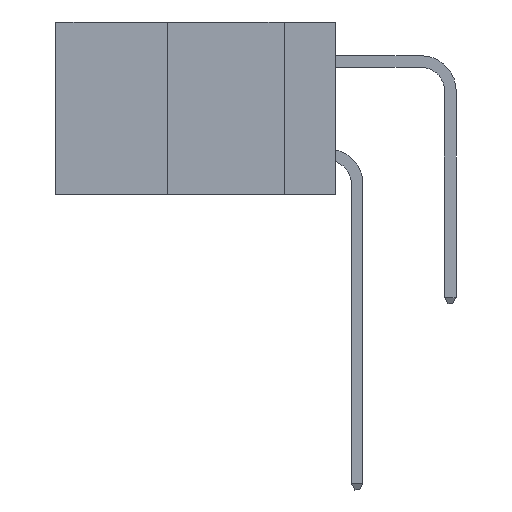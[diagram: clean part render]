
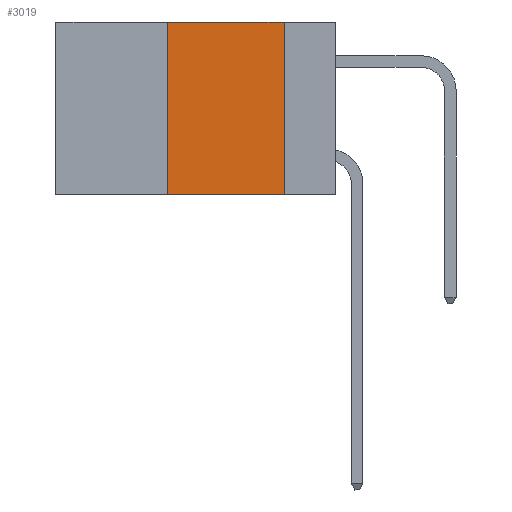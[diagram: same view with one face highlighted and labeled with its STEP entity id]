
A CAD part, left-side view. The second image highlights one B-rep face of the part: STEP entity #3019.
In plain terms, the highlighted planar face has unit normal (-1, 0, 0).
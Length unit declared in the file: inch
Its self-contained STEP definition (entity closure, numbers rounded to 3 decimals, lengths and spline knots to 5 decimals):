
#2101 = EDGE_CURVE ( 'NONE', #27351, #9678, #9913, .T. ) ;
#2997 = VECTOR ( 'NONE', #16203, 39.37008 ) ;
#3019 = ADVANCED_FACE ( 'NONE', ( #19045 ), #10554, .F. ) ;
#3115 = CARTESIAN_POINT ( 'NONE',  ( 0., 0.11, 0. ) ) ;
#3552 = EDGE_LOOP ( 'NONE', ( #5006, #22917, #8775, #27231 ) ) ;
#3935 = VECTOR ( 'NONE', #21949, 39.37008 ) ;
#5006 = ORIENTED_EDGE ( 'NONE', *, *, #17123, .F. ) ;
#5648 = CARTESIAN_POINT ( 'NONE',  ( 0., 0.11, 0. ) ) ;
#6566 = DIRECTION ( 'NONE',  ( 1., 0., 0. ) ) ;
#7772 = CARTESIAN_POINT ( 'NONE',  ( 0., 0.11, -0.37 ) ) ;
#8775 = ORIENTED_EDGE ( 'NONE', *, *, #2101, .F. ) ;
#9678 = VERTEX_POINT ( 'NONE', #24295 ) ;
#9772 = CARTESIAN_POINT ( 'NONE',  ( 0., 0.6, 0. ) ) ;
#9875 = CARTESIAN_POINT ( 'NONE',  ( 0., 0.6, -0.37 ) ) ;
#9913 = LINE ( 'NONE', #19799, #3935 ) ;
#10554 = PLANE ( 'NONE',  #24760 ) ;
#11856 = VECTOR ( 'NONE', #12415, 39.37008 ) ;
#12415 = DIRECTION ( 'NONE',  ( 0., 0., -1. ) ) ;
#12569 = VECTOR ( 'NONE', #24701, 39.37008 ) ;
#12934 = LINE ( 'NONE', #9772, #2997 ) ;
#13774 = VERTEX_POINT ( 'NONE', #3115 ) ;
#14522 = LINE ( 'NONE', #5648, #11856 ) ;
#14563 = LINE ( 'NONE', #9875, #12569 ) ;
#15417 = EDGE_CURVE ( 'NONE', #9678, #13774, #12934, .T. ) ;
#16203 = DIRECTION ( 'NONE',  ( 0., -1., 0. ) ) ;
#16494 = CARTESIAN_POINT ( 'NONE',  ( 0., 0.36, -0.37 ) ) ;
#17123 = EDGE_CURVE ( 'NONE', #13774, #22876, #14522, .T. ) ;
#19045 = FACE_OUTER_BOUND ( 'NONE', #3552, .T. ) ;
#19799 = CARTESIAN_POINT ( 'NONE',  ( 0., 0.36, 0. ) ) ;
#21949 = DIRECTION ( 'NONE',  ( 0., 0., 1. ) ) ;
#22876 = VERTEX_POINT ( 'NONE', #7772 ) ;
#22917 = ORIENTED_EDGE ( 'NONE', *, *, #15417, .F. ) ;
#24295 = CARTESIAN_POINT ( 'NONE',  ( 0., 0.36, 0. ) ) ;
#24701 = DIRECTION ( 'NONE',  ( 0., -1., 0. ) ) ;
#24760 = AXIS2_PLACEMENT_3D ( 'NONE', #25491, #6566, #25758 ) ;
#25372 = EDGE_CURVE ( 'NONE', #27351, #22876, #14563, .T. ) ;
#25491 = CARTESIAN_POINT ( 'NONE',  ( 0., 0.6, 0. ) ) ;
#25758 = DIRECTION ( 'NONE',  ( 0., 0., -1. ) ) ;
#27231 = ORIENTED_EDGE ( 'NONE', *, *, #25372, .T. ) ;
#27351 = VERTEX_POINT ( 'NONE', #16494 ) ;
